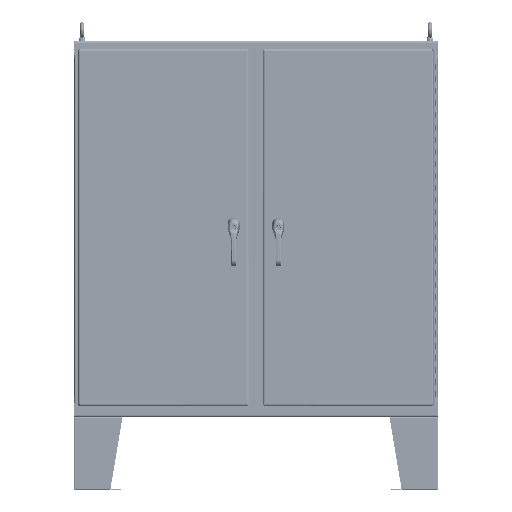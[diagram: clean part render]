
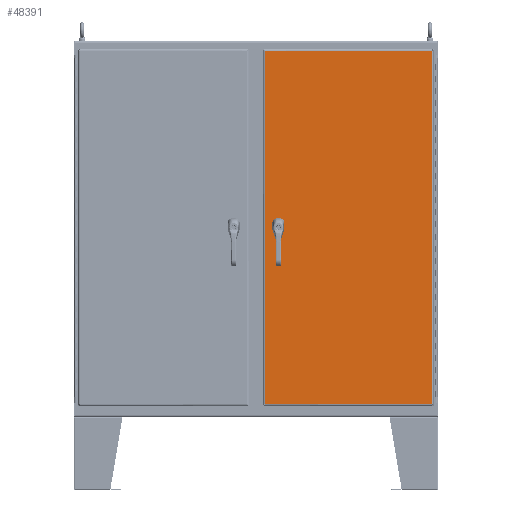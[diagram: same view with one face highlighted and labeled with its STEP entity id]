
A CAD part, top view. The second image highlights one B-rep face of the part: STEP entity #48391.
In plain terms, the highlighted planar face has unit normal (0, 0, 1).
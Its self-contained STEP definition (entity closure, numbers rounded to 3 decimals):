
#2010=FACE_BOUND('',#7944,.T.);
#2011=FACE_BOUND('',#7945,.T.);
#2012=FACE_BOUND('',#7946,.T.);
#2013=FACE_BOUND('',#7947,.T.);
#3109=PLANE('',#53052);
#4809=FACE_OUTER_BOUND('',#7943,.T.);
#7943=EDGE_LOOP('',(#36445,#36446,#36447,#36448));
#7944=EDGE_LOOP('',(#36449));
#7945=EDGE_LOOP('',(#36450));
#7946=EDGE_LOOP('',(#36451));
#7947=EDGE_LOOP('',(#36452,#36453,#36454,#36455,#36456,#36457,#36458,#36459));
#11913=LINE('',#80310,#15761);
#11917=LINE('',#80322,#15765);
#11921=LINE('',#80334,#15769);
#11925=LINE('',#80345,#15773);
#11953=LINE('',#80532,#15801);
#11968=LINE('',#80749,#15816);
#11976=LINE('',#80794,#15824);
#11983=LINE('',#80832,#15831);
#15761=VECTOR('',#61546,0.394);
#15765=VECTOR('',#61558,0.394);
#15769=VECTOR('',#61570,0.394);
#15773=VECTOR('',#61582,0.394);
#15801=VECTOR('',#61628,0.394);
#15816=VECTOR('',#61655,0.394);
#15824=VECTOR('',#61669,0.394);
#15831=VECTOR('',#61686,0.394);
#18518=CIRCLE('',#52997,0.141);
#18520=CIRCLE('',#53000,0.141);
#18522=CIRCLE('',#53003,0.141);
#18523=CIRCLE('',#53005,0.453);
#18525=CIRCLE('',#53009,0.453);
#18527=CIRCLE('',#53013,0.453);
#18529=CIRCLE('',#53017,0.453);
#21874=VERTEX_POINT('',#80287);
#21876=VERTEX_POINT('',#80292);
#21878=VERTEX_POINT('',#80297);
#21879=VERTEX_POINT('',#80300);
#21880=VERTEX_POINT('',#80301);
#21883=VERTEX_POINT('',#80309);
#21885=VERTEX_POINT('',#80315);
#21887=VERTEX_POINT('',#80321);
#21889=VERTEX_POINT('',#80327);
#21891=VERTEX_POINT('',#80333);
#21893=VERTEX_POINT('',#80339);
#21914=VERTEX_POINT('',#80466);
#21918=VERTEX_POINT('',#80521);
#21927=VERTEX_POINT('',#80660);
#21933=VERTEX_POINT('',#80732);
#27033=EDGE_CURVE('',#21874,#21874,#18518,.T.);
#27035=EDGE_CURVE('',#21876,#21876,#18520,.T.);
#27037=EDGE_CURVE('',#21878,#21878,#18522,.T.);
#27038=EDGE_CURVE('',#21879,#21880,#18523,.T.);
#27042=EDGE_CURVE('',#21883,#21879,#11913,.T.);
#27045=EDGE_CURVE('',#21885,#21883,#18525,.T.);
#27048=EDGE_CURVE('',#21887,#21885,#11917,.T.);
#27051=EDGE_CURVE('',#21889,#21887,#18527,.T.);
#27054=EDGE_CURVE('',#21891,#21889,#11921,.T.);
#27057=EDGE_CURVE('',#21893,#21891,#18529,.T.);
#27060=EDGE_CURVE('',#21880,#21893,#11925,.T.);
#27095=EDGE_CURVE('',#21914,#21918,#11953,.T.);
#27121=EDGE_CURVE('',#21933,#21927,#11968,.T.);
#27130=EDGE_CURVE('',#21927,#21914,#11976,.T.);
#27137=EDGE_CURVE('',#21918,#21933,#11983,.T.);
#36445=ORIENTED_EDGE('',*,*,#27130,.T.);
#36446=ORIENTED_EDGE('',*,*,#27095,.T.);
#36447=ORIENTED_EDGE('',*,*,#27137,.T.);
#36448=ORIENTED_EDGE('',*,*,#27121,.T.);
#36449=ORIENTED_EDGE('',*,*,#27033,.T.);
#36450=ORIENTED_EDGE('',*,*,#27035,.T.);
#36451=ORIENTED_EDGE('',*,*,#27037,.T.);
#36452=ORIENTED_EDGE('',*,*,#27038,.T.);
#36453=ORIENTED_EDGE('',*,*,#27060,.T.);
#36454=ORIENTED_EDGE('',*,*,#27057,.T.);
#36455=ORIENTED_EDGE('',*,*,#27054,.T.);
#36456=ORIENTED_EDGE('',*,*,#27051,.T.);
#36457=ORIENTED_EDGE('',*,*,#27048,.T.);
#36458=ORIENTED_EDGE('',*,*,#27045,.T.);
#36459=ORIENTED_EDGE('',*,*,#27042,.T.);
#48391=ADVANCED_FACE('',(#4809,#2010,#2011,#2012,#2013),#3109,.T.);
#52997=AXIS2_PLACEMENT_3D('',#80288,#61522,#61523);
#53000=AXIS2_PLACEMENT_3D('',#80293,#61528,#61529);
#53003=AXIS2_PLACEMENT_3D('',#80298,#61534,#61535);
#53005=AXIS2_PLACEMENT_3D('',#80302,#61538,#61539);
#53009=AXIS2_PLACEMENT_3D('',#80316,#61551,#61552);
#53013=AXIS2_PLACEMENT_3D('',#80328,#61563,#61564);
#53017=AXIS2_PLACEMENT_3D('',#80340,#61575,#61576);
#53052=AXIS2_PLACEMENT_3D('',#80936,#61720,#61721);
#61522=DIRECTION('center_axis',(0.,0.,-1.));
#61523=DIRECTION('ref_axis',(1.,0.,0.));
#61528=DIRECTION('center_axis',(0.,0.,-1.));
#61529=DIRECTION('ref_axis',(1.,0.,0.));
#61534=DIRECTION('center_axis',(0.,0.,-1.));
#61535=DIRECTION('ref_axis',(1.,0.,0.));
#61538=DIRECTION('center_axis',(0.,0.,-1.));
#61539=DIRECTION('ref_axis',(0.883,0.469,0.));
#61546=DIRECTION('',(1.,0.,0.));
#61551=DIRECTION('center_axis',(0.,0.,-1.));
#61552=DIRECTION('ref_axis',(-0.469,0.883,0.));
#61558=DIRECTION('',(0.,1.,0.));
#61563=DIRECTION('center_axis',(0.,0.,-1.));
#61564=DIRECTION('ref_axis',(-0.883,-0.469,0.));
#61570=DIRECTION('',(-1.,0.,0.));
#61575=DIRECTION('center_axis',(0.,0.,-1.));
#61576=DIRECTION('ref_axis',(0.469,-0.883,0.));
#61582=DIRECTION('',(0.,-1.,0.));
#61628=DIRECTION('',(1.,0.,0.));
#61655=DIRECTION('',(-1.,0.,0.));
#61669=DIRECTION('',(0.,-1.,0.));
#61686=DIRECTION('',(0.,1.,0.));
#61720=DIRECTION('center_axis',(0.,0.,1.));
#61721=DIRECTION('ref_axis',(1.,0.,0.));
#80287=CARTESIAN_POINT('',(25.485,30.877,0.104));
#80288=CARTESIAN_POINT('Origin',(25.625,30.877,0.104));
#80292=CARTESIAN_POINT('',(25.485,28.615,0.104));
#80293=CARTESIAN_POINT('Origin',(25.625,28.615,0.104));
#80297=CARTESIAN_POINT('',(25.485,30.385,0.104));
#80298=CARTESIAN_POINT('Origin',(25.625,30.385,0.104));
#80300=CARTESIAN_POINT('',(25.838,29.9,0.104));
#80301=CARTESIAN_POINT('',(26.025,29.713,0.104));
#80302=CARTESIAN_POINT('Origin',(25.625,29.5,0.104));
#80309=CARTESIAN_POINT('',(25.412,29.9,0.104));
#80310=CARTESIAN_POINT('',(19.753,29.9,0.104));
#80315=CARTESIAN_POINT('',(25.225,29.713,0.104));
#80316=CARTESIAN_POINT('Origin',(25.625,29.5,0.104));
#80321=CARTESIAN_POINT('',(25.225,29.287,0.104));
#80322=CARTESIAN_POINT('',(25.225,29.394,0.104));
#80327=CARTESIAN_POINT('',(25.412,29.1,0.104));
#80328=CARTESIAN_POINT('Origin',(25.625,29.5,0.104));
#80333=CARTESIAN_POINT('',(25.838,29.1,0.104));
#80334=CARTESIAN_POINT('',(19.966,29.1,0.104));
#80339=CARTESIAN_POINT('',(26.025,29.287,0.104));
#80340=CARTESIAN_POINT('Origin',(25.625,29.5,0.104));
#80345=CARTESIAN_POINT('',(26.025,29.606,0.104));
#80466=CARTESIAN_POINT('',(0.245,0.354,0.104));
#80521=CARTESIAN_POINT('',(27.834,0.354,0.104));
#80532=CARTESIAN_POINT('',(7.047,0.354,0.104));
#80660=CARTESIAN_POINT('',(0.245,58.646,0.104));
#80732=CARTESIAN_POINT('',(27.834,58.646,0.104));
#80749=CARTESIAN_POINT('',(20.964,58.646,0.104));
#80794=CARTESIAN_POINT('',(0.245,44.073,0.104));
#80832=CARTESIAN_POINT('',(27.834,14.927,0.104));
#80936=CARTESIAN_POINT('Origin',(14.094,29.5,0.104));
